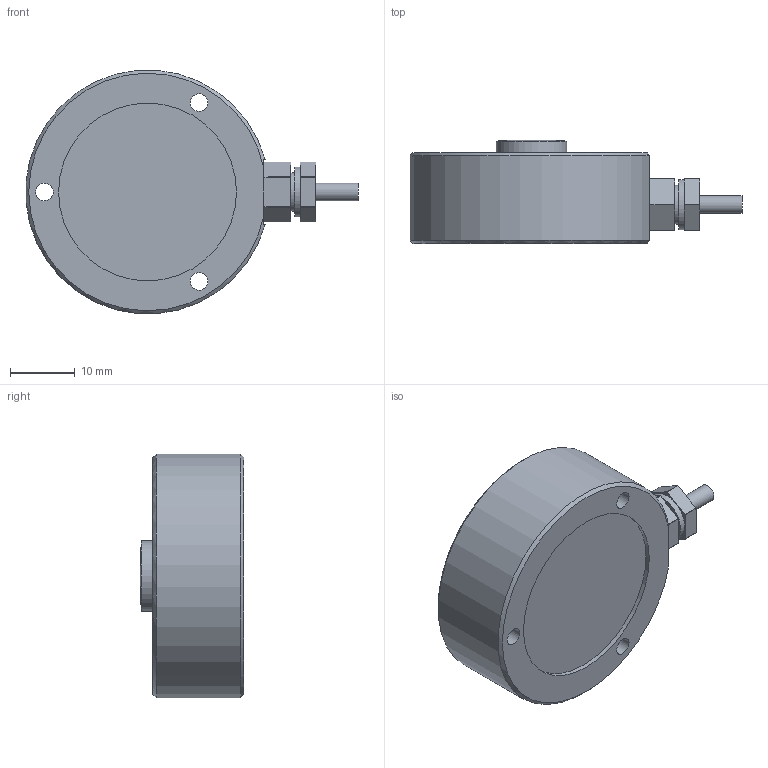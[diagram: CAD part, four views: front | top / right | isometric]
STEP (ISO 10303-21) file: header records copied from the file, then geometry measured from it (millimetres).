
FILE_DESCRIPTION(/* description */ (''),/* implementation_level */ '2;1');
FILE_NAME(/* name */ '247ASLH-(1000-2000)kg v1.step',/* time_stamp */ '2020-01-21T14:35:02-08:00',/* author */ (''),/* organization */ (''),/* preprocessor_version */ 'ST-DEVELOPER v18',/* originating_system */ 'Autodesk Translation Framework v8.12.0.6',/* authorisation */ '');
FILE_SCHEMA (('AUTOMOTIVE_DESIGN { 1 0 10303 214 3 1 1 }'));
Length unit declared in the file: millimetre
Products named in the file (1): 247ASLH-(1000-2000)kg
Bounding box: 51.16 x 15.95 x 37.47 mm (x, y, z)
Volume: 14985.7 mm3; surface area: 4706.9 mm2
Topology: 1 solids, 1 shells, 63 faces, 174 edges, 124 vertices
Faces by surface type: cylinder 31, plane 27, cone 2, torus 2, sphere 1
Full cylindrical faces by diameter (mm): 2.7 x1, 2.705 x3, 3.5 x3, 6 x1, 7.7 x1, 10.9 x1, 25.4 x1, 27.4 x1
Entity records: 2157 total; most frequent: CARTESIAN_POINT 391, DIRECTION 390, ORIENTED_EDGE 348, EDGE_CURVE 174, AXIS2_PLACEMENT_3D 157, VERTEX_POINT 124, EDGE_LOOP 80, CIRCLE 80
